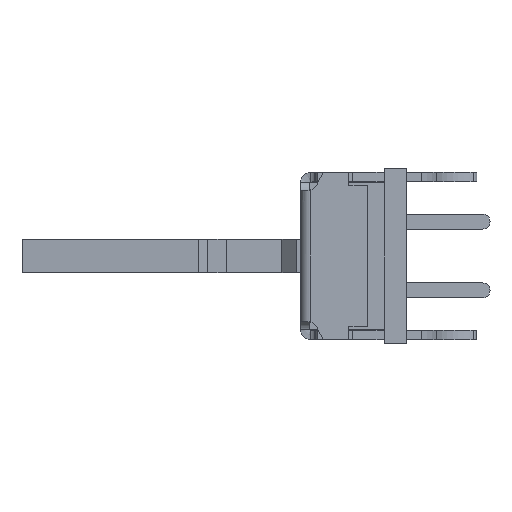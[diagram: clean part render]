
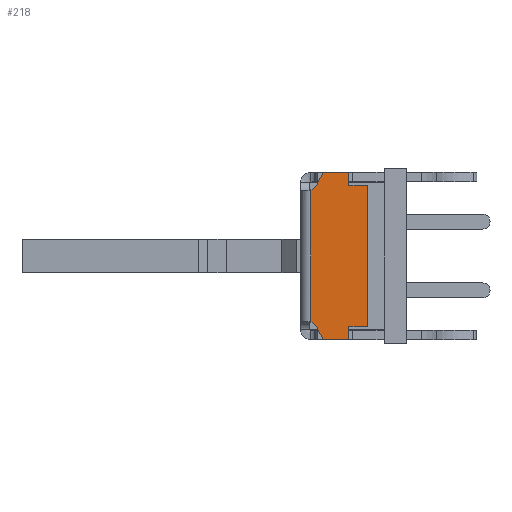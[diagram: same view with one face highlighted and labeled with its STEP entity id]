
A CAD part, left-side view. The second image highlights one B-rep face of the part: STEP entity #218.
In plain terms, the highlighted planar face has unit normal (-1, 0, 0).
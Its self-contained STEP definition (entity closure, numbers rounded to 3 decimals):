
#57 = LINE ( 'NONE', #6778, #1921 ) ;
#85 = DIRECTION ( 'NONE',  ( 0., -1., 0. ) ) ;
#131 = DIRECTION ( 'NONE',  ( -1., 0., 0. ) ) ;
#132 = ORIENTED_EDGE ( 'NONE', *, *, #3350, .T. ) ;
#176 = CIRCLE ( 'NONE', #2252, 0.65 ) ;
#186 = DIRECTION ( 'NONE',  ( 0., -1., 0. ) ) ;
#218 = ADVANCED_FACE ( 'NONE', ( #8414 ), #2393, .T. ) ;
#303 = CARTESIAN_POINT ( 'NONE',  ( -30., 5.283, -4.5 ) ) ;
#502 = CARTESIAN_POINT ( 'NONE',  ( -30., 5.691, -3.761 ) ) ;
#533 = VECTOR ( 'NONE', #7271, 1000. ) ;
#678 = CARTESIAN_POINT ( 'NONE',  ( -30., 4.726, -4.726 ) ) ;
#723 = AXIS2_PLACEMENT_3D ( 'NONE', #7198, #4908, #3316 ) ;
#962 = VERTEX_POINT ( 'NONE', #6989 ) ;
#978 = CARTESIAN_POINT ( 'NONE',  ( -30., 5.761, 3.691 ) ) ;
#1123 = VERTEX_POINT ( 'NONE', #3551 ) ;
#1177 = VECTOR ( 'NONE', #85, 1000. ) ;
#1193 = CIRCLE ( 'NONE', #723, 0.65 ) ;
#1197 = EDGE_CURVE ( 'NONE', #7907, #6838, #57, .T. ) ;
#1318 = ORIENTED_EDGE ( 'NONE', *, *, #2724, .T. ) ;
#1576 = LINE ( 'NONE', #9145, #1177 ) ;
#1728 = EDGE_CURVE ( 'NONE', #8504, #5571, #176, .T. ) ;
#1731 = CARTESIAN_POINT ( 'NONE',  ( -30., 6.15, 4.221 ) ) ;
#1808 = CARTESIAN_POINT ( 'NONE',  ( -30., 5.95, -3.559 ) ) ;
#1921 = VECTOR ( 'NONE', #5335, 1000. ) ;
#2074 = ORIENTED_EDGE ( 'NONE', *, *, #9431, .F. ) ;
#2123 = LINE ( 'NONE', #678, #7078 ) ;
#2252 = AXIS2_PLACEMENT_3D ( 'NONE', #1731, #3181, #186 ) ;
#2321 = ORIENTED_EDGE ( 'NONE', *, *, #9612, .T. ) ;
#2367 = VERTEX_POINT ( 'NONE', #4689 ) ;
#2393 = PLANE ( 'NONE',  #3814 ) ;
#2491 = VECTOR ( 'NONE', #8969, 1000. ) ;
#2511 = ORIENTED_EDGE ( 'NONE', *, *, #7466, .F. ) ;
#2551 = DIRECTION ( 'NONE',  ( -1., 0., 0. ) ) ;
#2713 = EDGE_CURVE ( 'NONE', #8506, #2367, #9766, .T. ) ;
#2724 = EDGE_CURVE ( 'NONE', #5571, #5152, #8170, .T. ) ;
#2796 = CARTESIAN_POINT ( 'NONE',  ( -30., 4.726, 4.726 ) ) ;
#2975 = ORIENTED_EDGE ( 'NONE', *, *, #8696, .F. ) ;
#3084 = CARTESIAN_POINT ( 'NONE',  ( -30., 6.15, -4.221 ) ) ;
#3086 = VERTEX_POINT ( 'NONE', #7892 ) ;
#3117 = AXIS2_PLACEMENT_3D ( 'NONE', #4964, #3426, #8845 ) ;
#3157 = CARTESIAN_POINT ( 'NONE',  ( -30., 2.9, 0. ) ) ;
#3181 = DIRECTION ( 'NONE',  ( 1., 0., 0. ) ) ;
#3248 = CARTESIAN_POINT ( 'NONE',  ( -30., 0., 0. ) ) ;
#3289 = VECTOR ( 'NONE', #4540, 1000. ) ;
#3299 = EDGE_CURVE ( 'NONE', #6838, #3418, #8084, .T. ) ;
#3316 = DIRECTION ( 'NONE',  ( 0., -1., 0. ) ) ;
#3350 = EDGE_CURVE ( 'NONE', #7907, #4379, #5843, .T. ) ;
#3418 = VERTEX_POINT ( 'NONE', #3696 ) ;
#3420 = ORIENTED_EDGE ( 'NONE', *, *, #1728, .T. ) ;
#3426 = DIRECTION ( 'NONE',  ( 1., 0., 0. ) ) ;
#3546 = VERTEX_POINT ( 'NONE', #4227 ) ;
#3551 = CARTESIAN_POINT ( 'NONE',  ( -30., 5.761, -3.691 ) ) ;
#3639 = CARTESIAN_POINT ( 'NONE',  ( -30., 3.9, 3.8 ) ) ;
#3696 = CARTESIAN_POINT ( 'NONE',  ( -30., 5.569, -3.929 ) ) ;
#3814 = AXIS2_PLACEMENT_3D ( 'NONE', #3248, #2551, #7822 ) ;
#4084 = CARTESIAN_POINT ( 'NONE',  ( -30., 5.569, 3.929 ) ) ;
#4152 = DIRECTION ( 'NONE',  ( 0., 0., 1. ) ) ;
#4208 = DIRECTION ( 'NONE',  ( 0., 0.449, 0.894 ) ) ;
#4227 = CARTESIAN_POINT ( 'NONE',  ( -30., 2.9, -3.8 ) ) ;
#4230 = LINE ( 'NONE', #9511, #533 ) ;
#4333 = VECTOR ( 'NONE', #6574, 1000. ) ;
#4379 = VERTEX_POINT ( 'NONE', #5399 ) ;
#4540 = DIRECTION ( 'NONE',  ( 0., 0.449, -0.894 ) ) ;
#4658 = VERTEX_POINT ( 'NONE', #502 ) ;
#4665 = LINE ( 'NONE', #6310, #6743 ) ;
#4689 = CARTESIAN_POINT ( 'NONE',  ( -30., 3.9, 3.8 ) ) ;
#4694 = LINE ( 'NONE', #3157, #5808 ) ;
#4763 = ORIENTED_EDGE ( 'NONE', *, *, #3299, .F. ) ;
#4908 = DIRECTION ( 'NONE',  ( -1., 0., 0. ) ) ;
#4964 = CARTESIAN_POINT ( 'NONE',  ( -30., 6.221, 4.15 ) ) ;
#5094 = EDGE_CURVE ( 'NONE', #2367, #3086, #1576, .T. ) ;
#5126 = EDGE_CURVE ( 'NONE', #4379, #3546, #4665, .T. ) ;
#5152 = VERTEX_POINT ( 'NONE', #978 ) ;
#5335 = DIRECTION ( 'NONE',  ( 0., 1., 0. ) ) ;
#5399 = CARTESIAN_POINT ( 'NONE',  ( -30., 3.9, -3.8 ) ) ;
#5571 = VERTEX_POINT ( 'NONE', #6576 ) ;
#5808 = VECTOR ( 'NONE', #6831, 1000. ) ;
#5843 = LINE ( 'NONE', #8878, #8632 ) ;
#6025 = LINE ( 'NONE', #7522, #2491 ) ;
#6079 = EDGE_CURVE ( 'NONE', #8506, #962, #4230, .T. ) ;
#6118 = CIRCLE ( 'NONE', #9476, 0.65 ) ;
#6310 = CARTESIAN_POINT ( 'NONE',  ( -30., 2.9, -3.8 ) ) ;
#6385 = ORIENTED_EDGE ( 'NONE', *, *, #5094, .F. ) ;
#6574 = DIRECTION ( 'NONE',  ( 0., 0.707, -0.707 ) ) ;
#6576 = CARTESIAN_POINT ( 'NONE',  ( -30., 5.691, 3.761 ) ) ;
#6626 = DIRECTION ( 'NONE',  ( 0., 0., -1. ) ) ;
#6740 = CARTESIAN_POINT ( 'NONE',  ( -30., 3.9, -4.5 ) ) ;
#6743 = VECTOR ( 'NONE', #6909, 1000. ) ;
#6778 = CARTESIAN_POINT ( 'NONE',  ( -30., 3.9, -4.5 ) ) ;
#6831 = DIRECTION ( 'NONE',  ( 0., 0., 1. ) ) ;
#6838 = VERTEX_POINT ( 'NONE', #303 ) ;
#6909 = DIRECTION ( 'NONE',  ( 0., -1., 0. ) ) ;
#6989 = CARTESIAN_POINT ( 'NONE',  ( -30., 5.283, 4.5 ) ) ;
#7078 = VECTOR ( 'NONE', #7491, 1000. ) ;
#7176 = CARTESIAN_POINT ( 'NONE',  ( -30., 5.95, 3.559 ) ) ;
#7191 = ORIENTED_EDGE ( 'NONE', *, *, #7775, .F. ) ;
#7198 = CARTESIAN_POINT ( 'NONE',  ( -30., 6.221, -4.15 ) ) ;
#7254 = ORIENTED_EDGE ( 'NONE', *, *, #1197, .F. ) ;
#7271 = DIRECTION ( 'NONE',  ( 0., 1., 0. ) ) ;
#7361 = ORIENTED_EDGE ( 'NONE', *, *, #5126, .T. ) ;
#7410 = CIRCLE ( 'NONE', #3117, 0.65 ) ;
#7466 = EDGE_CURVE ( 'NONE', #4658, #1123, #2123, .T. ) ;
#7491 = DIRECTION ( 'NONE',  ( 0., 0.707, 0.707 ) ) ;
#7522 = CARTESIAN_POINT ( 'NONE',  ( -30., 5.95, 0. ) ) ;
#7672 = CARTESIAN_POINT ( 'NONE',  ( -30., 5.283, 4.5 ) ) ;
#7775 = EDGE_CURVE ( 'NONE', #1123, #8186, #1193, .T. ) ;
#7822 = DIRECTION ( 'NONE',  ( 0., 1., 0. ) ) ;
#7892 = CARTESIAN_POINT ( 'NONE',  ( -30., 2.9, 3.8 ) ) ;
#7907 = VERTEX_POINT ( 'NONE', #6740 ) ;
#7919 = CARTESIAN_POINT ( 'NONE',  ( -30., 3.9, 4.5 ) ) ;
#7932 = ORIENTED_EDGE ( 'NONE', *, *, #2713, .F. ) ;
#7939 = EDGE_CURVE ( 'NONE', #3546, #3086, #4694, .T. ) ;
#8084 = LINE ( 'NONE', #8688, #9264 ) ;
#8170 = LINE ( 'NONE', #2796, #4333 ) ;
#8186 = VERTEX_POINT ( 'NONE', #1808 ) ;
#8281 = ORIENTED_EDGE ( 'NONE', *, *, #9036, .T. ) ;
#8370 = LINE ( 'NONE', #7672, #3289 ) ;
#8407 = EDGE_LOOP ( 'NONE', ( #132, #7361, #8612, #6385, #7932, #9368, #2321, #3420, #1318, #8281, #2074, #7191, #2511, #2975, #4763, #7254 ) ) ;
#8414 = FACE_OUTER_BOUND ( 'NONE', #8407, .T. ) ;
#8446 = DIRECTION ( 'NONE',  ( 0., -1., 0. ) ) ;
#8455 = VECTOR ( 'NONE', #6626, 1000. ) ;
#8459 = VERTEX_POINT ( 'NONE', #7176 ) ;
#8504 = VERTEX_POINT ( 'NONE', #4084 ) ;
#8506 = VERTEX_POINT ( 'NONE', #7919 ) ;
#8612 = ORIENTED_EDGE ( 'NONE', *, *, #7939, .T. ) ;
#8632 = VECTOR ( 'NONE', #4152, 1000. ) ;
#8688 = CARTESIAN_POINT ( 'NONE',  ( -30., 5.283, -4.5 ) ) ;
#8696 = EDGE_CURVE ( 'NONE', #3418, #4658, #6118, .T. ) ;
#8845 = DIRECTION ( 'NONE',  ( 0., -1., 0. ) ) ;
#8878 = CARTESIAN_POINT ( 'NONE',  ( -30., 3.9, -3.8 ) ) ;
#8969 = DIRECTION ( 'NONE',  ( 0., 0., 1. ) ) ;
#9036 = EDGE_CURVE ( 'NONE', #5152, #8459, #7410, .T. ) ;
#9145 = CARTESIAN_POINT ( 'NONE',  ( -30., 2.9, 3.8 ) ) ;
#9264 = VECTOR ( 'NONE', #4208, 1000. ) ;
#9368 = ORIENTED_EDGE ( 'NONE', *, *, #6079, .T. ) ;
#9431 = EDGE_CURVE ( 'NONE', #8186, #8459, #6025, .T. ) ;
#9476 = AXIS2_PLACEMENT_3D ( 'NONE', #3084, #131, #8446 ) ;
#9511 = CARTESIAN_POINT ( 'NONE',  ( -30., 3.9, 4.5 ) ) ;
#9612 = EDGE_CURVE ( 'NONE', #962, #8504, #8370, .T. ) ;
#9766 = LINE ( 'NONE', #3639, #8455 ) ;
